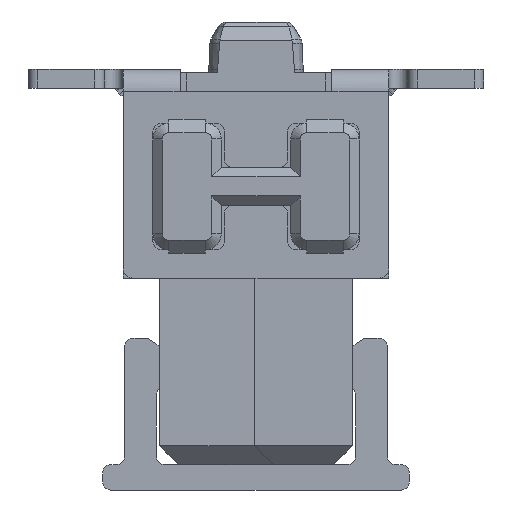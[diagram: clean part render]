
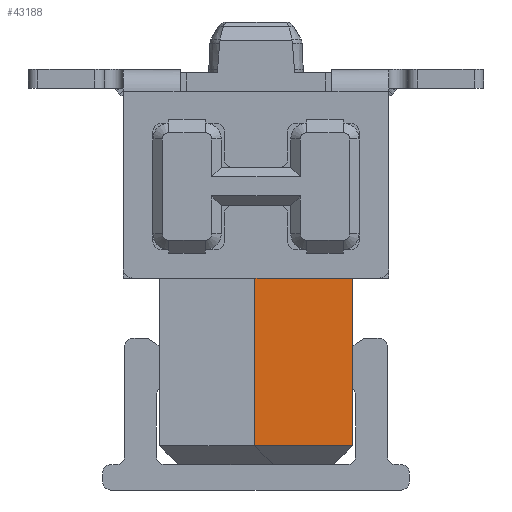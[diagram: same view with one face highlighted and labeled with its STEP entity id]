
A CAD part, left-side view. The second image highlights one B-rep face of the part: STEP entity #43188.
In plain terms, the highlighted planar face has unit normal (-1, 0, 0).
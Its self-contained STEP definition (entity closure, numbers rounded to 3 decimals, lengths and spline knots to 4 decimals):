
#3043=FACE_OUTER_BOUND('',#5524,.T.);
#5524=EDGE_LOOP('',(#27700,#27701,#27702,#27703));
#8264=LINE('',#63388,#12621);
#8466=LINE('',#63912,#12823);
#8467=LINE('',#63915,#12824);
#8468=LINE('',#63916,#12825);
#12621=VECTOR('',#50428,4.55);
#12823=VECTOR('',#50916,1.55);
#12824=VECTOR('',#50919,4.55);
#12825=VECTOR('',#50920,1.55);
#16997=VERTEX_POINT('',#63374);
#17002=VERTEX_POINT('',#63386);
#17141=VERTEX_POINT('',#63908);
#17142=VERTEX_POINT('',#63914);
#20865=EDGE_CURVE('',#16997,#17002,#8264,.T.);
#21115=EDGE_CURVE('',#17141,#17002,#8466,.T.);
#21116=EDGE_CURVE('',#17142,#17141,#8467,.T.);
#21117=EDGE_CURVE('',#16997,#17142,#8468,.T.);
#27700=ORIENTED_EDGE('',*,*,#21115,.F.);
#27701=ORIENTED_EDGE('',*,*,#21116,.F.);
#27702=ORIENTED_EDGE('',*,*,#21117,.F.);
#27703=ORIENTED_EDGE('',*,*,#20865,.T.);
#39194=PLANE('',#45817);
#43188=ADVANCED_FACE('',(#3043),#39194,.T.);
#45817=AXIS2_PLACEMENT_3D('',#63913,#50917,#50918);
#50428=DIRECTION('',(0.,0.,1.));
#50916=DIRECTION('',(0.,-1.,0.));
#50917=DIRECTION('center_axis',(-1.,0.,0.));
#50918=DIRECTION('ref_axis',(0.,0.,1.));
#50919=DIRECTION('',(0.,0.,1.));
#50920=DIRECTION('',(0.,1.,0.));
#63374=CARTESIAN_POINT('',(14.365,2.075,-6.7));
#63386=CARTESIAN_POINT('',(14.365,2.075,-2.15));
#63388=CARTESIAN_POINT('',(14.365,2.075,-6.7));
#63908=CARTESIAN_POINT('',(14.365,3.625,-2.15));
#63912=CARTESIAN_POINT('',(14.365,3.625,-2.15));
#63913=CARTESIAN_POINT('Origin',(14.365,3.625,-2.));
#63914=CARTESIAN_POINT('',(14.365,3.625,-6.7));
#63915=CARTESIAN_POINT('',(14.365,3.625,-6.7));
#63916=CARTESIAN_POINT('',(14.365,2.075,-6.7));
